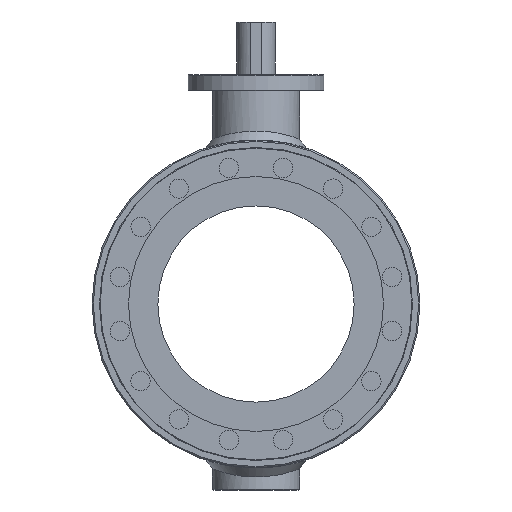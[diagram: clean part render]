
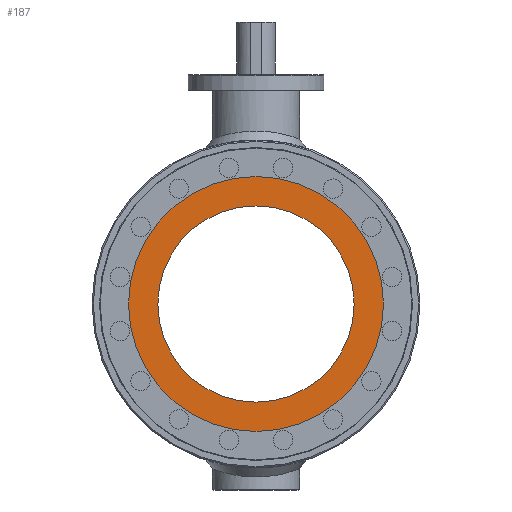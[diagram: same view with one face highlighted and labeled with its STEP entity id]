
A CAD part, left-side view. The second image highlights one B-rep face of the part: STEP entity #187.
In plain terms, the highlighted planar face has unit normal (-1, 0, 0).
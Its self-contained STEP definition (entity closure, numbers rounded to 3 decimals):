
#187 = ADVANCED_FACE( '', ( #486, #487 ), #488, .F. );
#486 = FACE_BOUND( '', #1173, .T. );
#487 = FACE_OUTER_BOUND( '', #1174, .T. );
#488 = PLANE( '', #1175 );
#1173 = EDGE_LOOP( '', ( #1661 ) );
#1174 = EDGE_LOOP( '', ( #1662 ) );
#1175 = AXIS2_PLACEMENT_3D( '', #1663, #1664, #1665 );
#1661 = ORIENTED_EDGE( '', *, *, #2153, .F. );
#1662 = ORIENTED_EDGE( '', *, *, #2085, .T. );
#1663 = CARTESIAN_POINT( '', ( -305., 0., 197.5 ) );
#1664 = DIRECTION( '', ( 1., 0., 0. ) );
#1665 = DIRECTION( '', ( 0., 0., -1. ) );
#2085 = EDGE_CURVE( '', #2358, #2358, #2359, .T. );
#2153 = EDGE_CURVE( '', #2471, #2471, #2472, .T. );
#2358 = VERTEX_POINT( '', #2797 );
#2359 = CIRCLE( '', #2798, 197.5 );
#2471 = VERTEX_POINT( '', #3115 );
#2472 = CIRCLE( '', #3116, 152. );
#2797 = CARTESIAN_POINT( '', ( -305., 0., 197.5 ) );
#2798 = AXIS2_PLACEMENT_3D( '', #3399, #3400, #3401 );
#3115 = CARTESIAN_POINT( '', ( -305., 0., 152. ) );
#3116 = AXIS2_PLACEMENT_3D( '', #3519, #3520, #3521 );
#3399 = CARTESIAN_POINT( '', ( -305., 0., 0. ) );
#3400 = DIRECTION( '', ( -1., 0., 0. ) );
#3401 = DIRECTION( '', ( 0., 0., 1. ) );
#3519 = CARTESIAN_POINT( '', ( -305., 0., 0. ) );
#3520 = DIRECTION( '', ( -1., 0., 0. ) );
#3521 = DIRECTION( '', ( 0., 0., 1. ) );
